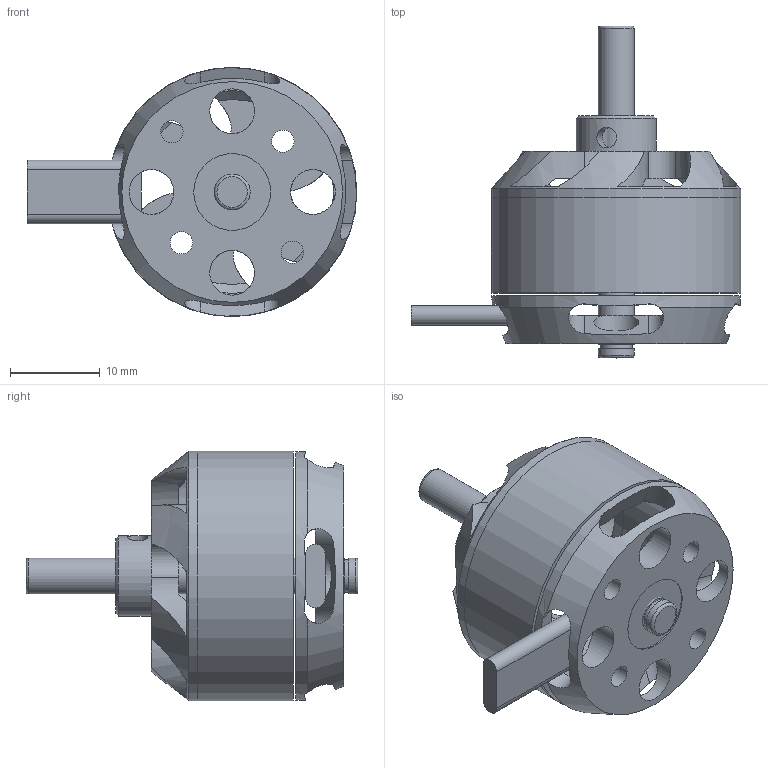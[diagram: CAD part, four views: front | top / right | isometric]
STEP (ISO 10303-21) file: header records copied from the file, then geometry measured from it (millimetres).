
FILE_DESCRIPTION(/* description */ ('STEP AP214'),/* implementation_level */ '2;1');
FILE_NAME(/* name */ 'WeaponMotorV1.ipt.step',/* time_stamp */ '2024-02-27T11:31:35-06:00',/* author */ ('Kurtis'),/* organization */ (''),/* preprocessor_version */ 'ST-DEVELOPER v18',/* originating_system */ 'Autodesk Inventor 2020',/* authorisation */ '');
FILE_SCHEMA (('AUTOMOTIVE_DESIGN { 1 0 10303 214 3 1 1 }'));
Length unit declared in the file: millimetre
Products named in the file (1): WeaponMotorV1
Bounding box: 36.76 x 37 x 27.8 mm (x, y, z)
Volume: 5593.1 mm3; surface area: 6229.9 mm2
Topology: 5 solids, 5 shells, 110 faces, 391 edges, 273 vertices
Faces by surface type: cylinder 66, plane 33, cone 9, torus 2
Full cylindrical faces by diameter (mm): 1.118 x3, 2.286 x1, 2.5 x4, 3.6 x1, 4 x2, 5 x4, 8.56 x1, 8.93 x1, 22.606 x2, 27.7 x1, 27.8 x2
Entity records: 4871 total; most frequent: CARTESIAN_POINT 1178, DIRECTION 804, ORIENTED_EDGE 782, EDGE_CURVE 391, AXIS2_PLACEMENT_3D 353, VERTEX_POINT 273, CIRCLE 197, EDGE_LOOP 136
